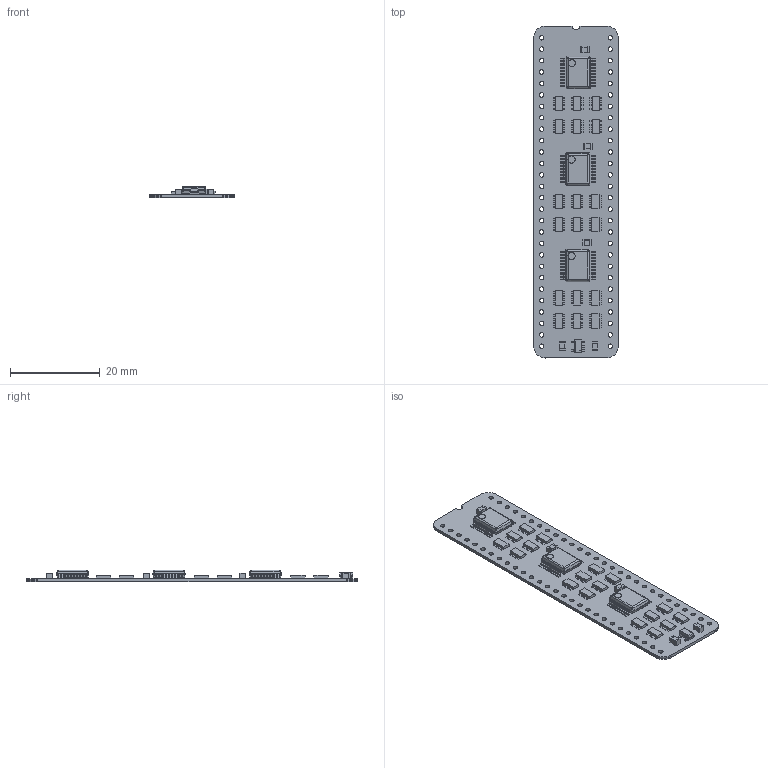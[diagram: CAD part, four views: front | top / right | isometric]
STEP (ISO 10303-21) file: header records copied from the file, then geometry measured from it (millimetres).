
FILE_DESCRIPTION(('KiCad electronic assembly'),'2;1');
FILE_NAME('Address Buffer 24bit.step','2024-02-16T13:35:26',('Pcbnew'),( 'Kicad'),'Open CASCADE STEP processor 7.6','KiCad to STEP converter' ,'Unknown');
FILE_SCHEMA(('AUTOMOTIVE_DESIGN { 1 0 10303 214 1 1 1 1 }'));
Length unit declared in the file: millimetre
Products named in the file (10): Address Buffer 24bit 1; SN74ABT245BDBR; COMPOUND; CAY16-470J4LF; C_0805_2012Metric; SOLID; AP7365-33WG-7; Address Buffer 24bit PCB
Assembly tree (32 placements, depth 3):
  Address Buffer 24bit 1
    SN74ABT245BDBR  x3
      COMPOUND
    CAY16-470J4LF  x18
      COMPOUND
    C_0805_2012Metric  x5
      SOLID
    AP7365-33WG-7
      COMPOUND
    Address Buffer 24bit PCB
Bounding box: 18.8 x 73.81 x 2.63 mm (x, y, z)
Volume: 1183.7 mm3; surface area: 3833.2 mm2
Topology: 237 solids, 237 shells, 2306 faces, 5375 edges, 3554 vertices
Faces by surface type: plane 1836, cylinder 446, bspline 24
Full cylindrical faces by diameter (mm): 0.2 x1, 1 x56
Entity records: 44128 total; most frequent: CARTESIAN_POINT 11000, DIRECTION 6110, LINE 4001, VECTOR 4001, ORIENTED_EDGE 3202, PCURVE 3202, DEFINITIONAL_REPRESENTATION 3202, EDGE_CURVE 1601
